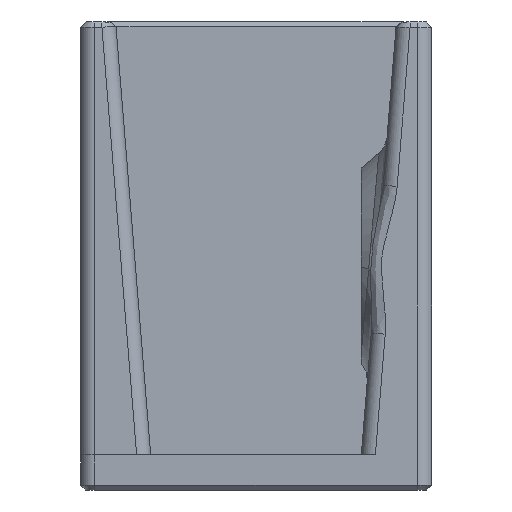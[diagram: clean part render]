
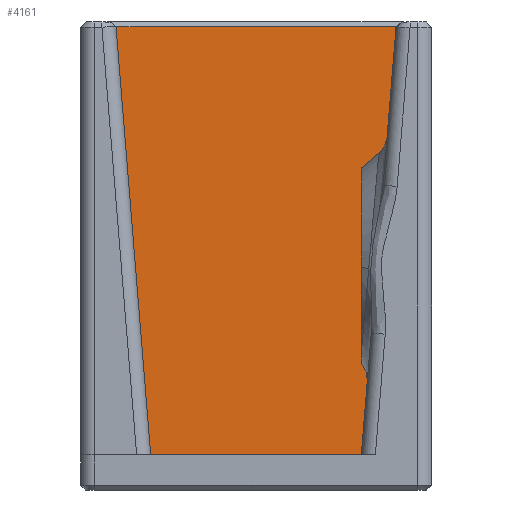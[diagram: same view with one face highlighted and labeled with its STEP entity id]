
A CAD part, left-side view. The second image highlights one B-rep face of the part: STEP entity #4161.
In plain terms, the highlighted planar face has unit normal (-1, 0, 0).
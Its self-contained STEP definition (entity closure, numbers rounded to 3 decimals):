
#15 = LINE ( 'NONE', #1167, #1222 ) ;
#335 = ORIENTED_EDGE ( 'NONE', *, *, #2625, .F. ) ;
#356 = DIRECTION ( 'NONE',  ( 0., 0.081, 0.997 ) ) ;
#602 = VERTEX_POINT ( 'NONE', #3234 ) ;
#608 = EDGE_LOOP ( 'NONE', ( #2824, #1345, #4770, #4445, #335 ) ) ;
#610 = EDGE_CURVE ( 'NONE', #3963, #1972, #2011, .T. ) ;
#753 = DIRECTION ( 'NONE',  ( 0., 0.081, -0.997 ) ) ;
#939 = DIRECTION ( 'NONE',  ( 0., -1., 0. ) ) ;
#1167 = CARTESIAN_POINT ( 'NONE',  ( -53.5, -4.5, -8.5 ) ) ;
#1222 = VECTOR ( 'NONE', #753, 1000. ) ;
#1287 = CARTESIAN_POINT ( 'NONE',  ( -53.5, 6., 10. ) ) ;
#1345 = ORIENTED_EDGE ( 'NONE', *, *, #3169, .T. ) ;
#1687 = VERTEX_POINT ( 'NONE', #4892 ) ;
#1897 = CARTESIAN_POINT ( 'NONE',  ( -53.5, 7.5, 9.8 ) ) ;
#1926 = VECTOR ( 'NONE', #356, 1000. ) ;
#1972 = VERTEX_POINT ( 'NONE', #2349 ) ;
#2011 = LINE ( 'NONE', #1897, #2886 ) ;
#2349 = CARTESIAN_POINT ( 'NONE',  ( -53.5, 5.984, 9.8 ) ) ;
#2480 = DIRECTION ( 'NONE',  ( 0., -0.707, 0.707 ) ) ;
#2625 = EDGE_CURVE ( 'NONE', #1687, #602, #3423, .T. ) ;
#2675 = PLANE ( 'NONE',  #3785 ) ;
#2824 = ORIENTED_EDGE ( 'NONE', *, *, #4675, .F. ) ;
#2876 = LINE ( 'NONE', #1287, #1926 ) ;
#2886 = VECTOR ( 'NONE', #5348, 1000. ) ;
#3052 = VERTEX_POINT ( 'NONE', #4546 ) ;
#3114 = DIRECTION ( 'NONE',  ( -1., 0., 0. ) ) ;
#3169 = EDGE_CURVE ( 'NONE', #3052, #3963, #3647, .T. ) ;
#3234 = CARTESIAN_POINT ( 'NONE',  ( -53.5, 4.5, -8.5 ) ) ;
#3369 = CARTESIAN_POINT ( 'NONE',  ( -53.5, 4.5, -8.5 ) ) ;
#3423 = LINE ( 'NONE', #3369, #3861 ) ;
#3553 = CARTESIAN_POINT ( 'NONE',  ( -53.5, 7.5, 26.553 ) ) ;
#3577 = FACE_OUTER_BOUND ( 'NONE', #608, .T. ) ;
#3647 = LINE ( 'NONE', #3728, #5011 ) ;
#3728 = CARTESIAN_POINT ( 'NONE',  ( -53.5, -5.982, 9.782 ) ) ;
#3785 = AXIS2_PLACEMENT_3D ( 'NONE', #3553, #3114, #939 ) ;
#3861 = VECTOR ( 'NONE', #5102, 1000. ) ;
#3963 = VERTEX_POINT ( 'NONE', #4018 ) ;
#4018 = CARTESIAN_POINT ( 'NONE',  ( -53.5, -6., 9.8 ) ) ;
#4161 = ADVANCED_FACE ( 'NONE', ( #3577 ), #2675, .T. ) ;
#4445 = ORIENTED_EDGE ( 'NONE', *, *, #4709, .F. ) ;
#4546 = CARTESIAN_POINT ( 'NONE',  ( -53.5, -5.982, 9.782 ) ) ;
#4675 = EDGE_CURVE ( 'NONE', #3052, #1687, #15, .T. ) ;
#4709 = EDGE_CURVE ( 'NONE', #602, #1972, #2876, .T. ) ;
#4770 = ORIENTED_EDGE ( 'NONE', *, *, #610, .T. ) ;
#4892 = CARTESIAN_POINT ( 'NONE',  ( -53.5, -4.5, -8.5 ) ) ;
#5011 = VECTOR ( 'NONE', #2480, 1000. ) ;
#5102 = DIRECTION ( 'NONE',  ( 0., 1., 0. ) ) ;
#5348 = DIRECTION ( 'NONE',  ( 0., 1., 0. ) ) ;
